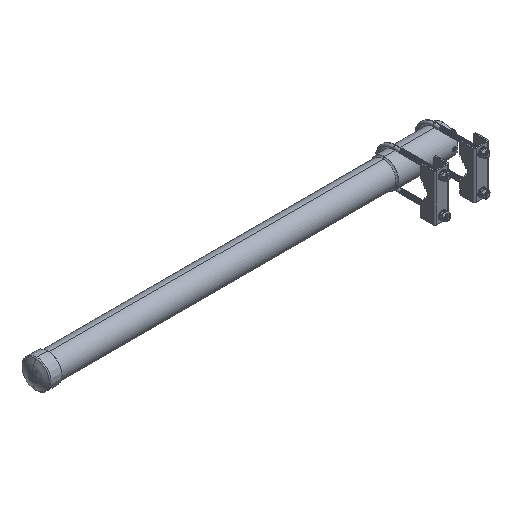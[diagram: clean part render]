
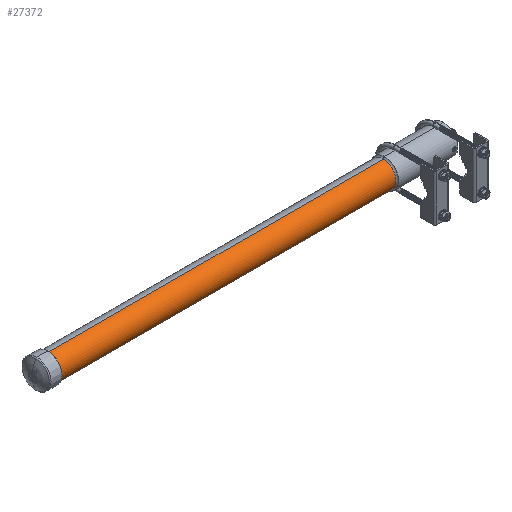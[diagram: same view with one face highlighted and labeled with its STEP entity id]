
A CAD part, isometric view. The second image highlights one B-rep face of the part: STEP entity #27372.
In plain terms, the highlighted cylindrical face has radius 25.8 mm (diameter 51.6 mm), a partial arc.
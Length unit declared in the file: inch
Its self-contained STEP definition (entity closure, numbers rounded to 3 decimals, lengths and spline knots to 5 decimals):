
#2027 = CARTESIAN_POINT ( 'NONE',  ( -31.50295, 0., 1.01575 ) ) ;
#4967 = VERTEX_POINT ( 'NONE', #30902 ) ;
#6088 = VERTEX_POINT ( 'NONE', #2027 ) ;
#9281 = EDGE_CURVE ( 'NONE', #36491, #6088, #32450, .T. ) ;
#9798 = AXIS2_PLACEMENT_3D ( 'NONE', #27417, #27196, #17062 ) ;
#12266 = DIRECTION ( 'NONE',  ( -1., 0., 0. ) ) ;
#12530 = FACE_OUTER_BOUND ( 'NONE', #15199, .T. ) ;
#15199 = EDGE_LOOP ( 'NONE', ( #39365, #23696, #37345, #39866 ) ) ;
#17050 = DIRECTION ( 'NONE',  ( 0., 0., 1. ) ) ;
#17062 = DIRECTION ( 'NONE',  ( 0., 0., 1. ) ) ;
#17291 = CARTESIAN_POINT ( 'NONE',  ( -4.82732, 0., 0. ) ) ;
#17781 = AXIS2_PLACEMENT_3D ( 'NONE', #28794, #12266, #35687 ) ;
#18579 = CARTESIAN_POINT ( 'NONE',  ( -0.00667, 0., -1.01575 ) ) ;
#18920 = CARTESIAN_POINT ( 'NONE',  ( -4.82732, 0., -1.01575 ) ) ;
#19117 = VERTEX_POINT ( 'NONE', #18920 ) ;
#20053 = DIRECTION ( 'NONE',  ( -1., 0., 0. ) ) ;
#20533 = CARTESIAN_POINT ( 'NONE',  ( -0.00667, 0., 1.01575 ) ) ;
#20866 = CARTESIAN_POINT ( 'NONE',  ( -31.50295, 0., -1.01575 ) ) ;
#22031 = LINE ( 'NONE', #18579, #38889 ) ;
#22497 = EDGE_CURVE ( 'NONE', #19117, #4967, #42122, .T. ) ;
#23696 = ORIENTED_EDGE ( 'NONE', *, *, #22497, .T. ) ;
#25954 = AXIS2_PLACEMENT_3D ( 'NONE', #17291, #20053, #17050 ) ;
#26743 = LINE ( 'NONE', #20533, #31907 ) ;
#27196 = DIRECTION ( 'NONE',  ( -1., 0., 0. ) ) ;
#27372 = ADVANCED_FACE ( 'NONE', ( #12530 ), #36629, .T. ) ;
#27417 = CARTESIAN_POINT ( 'NONE',  ( -0.00667, 0., 0. ) ) ;
#28794 = CARTESIAN_POINT ( 'NONE',  ( -31.50295, 0., 0. ) ) ;
#30589 = EDGE_CURVE ( 'NONE', #19117, #36491, #22031, .T. ) ;
#30902 = CARTESIAN_POINT ( 'NONE',  ( -4.82732, 0., 1.01575 ) ) ;
#31907 = VECTOR ( 'NONE', #40796, 39.37008 ) ;
#32450 = CIRCLE ( 'NONE', #17781, 1.01575 ) ;
#35366 = EDGE_CURVE ( 'NONE', #4967, #6088, #26743, .T. ) ;
#35687 = DIRECTION ( 'NONE',  ( 0., 0., 1. ) ) ;
#36491 = VERTEX_POINT ( 'NONE', #20866 ) ;
#36629 = CYLINDRICAL_SURFACE ( 'NONE', #9798, 1.01575 ) ;
#37345 = ORIENTED_EDGE ( 'NONE', *, *, #35366, .T. ) ;
#38889 = VECTOR ( 'NONE', #43655, 39.37008 ) ;
#39365 = ORIENTED_EDGE ( 'NONE', *, *, #30589, .F. ) ;
#39866 = ORIENTED_EDGE ( 'NONE', *, *, #9281, .F. ) ;
#40796 = DIRECTION ( 'NONE',  ( -1., 0., 0. ) ) ;
#42122 = CIRCLE ( 'NONE', #25954, 1.01575 ) ;
#43655 = DIRECTION ( 'NONE',  ( -1., 0., 0. ) ) ;
